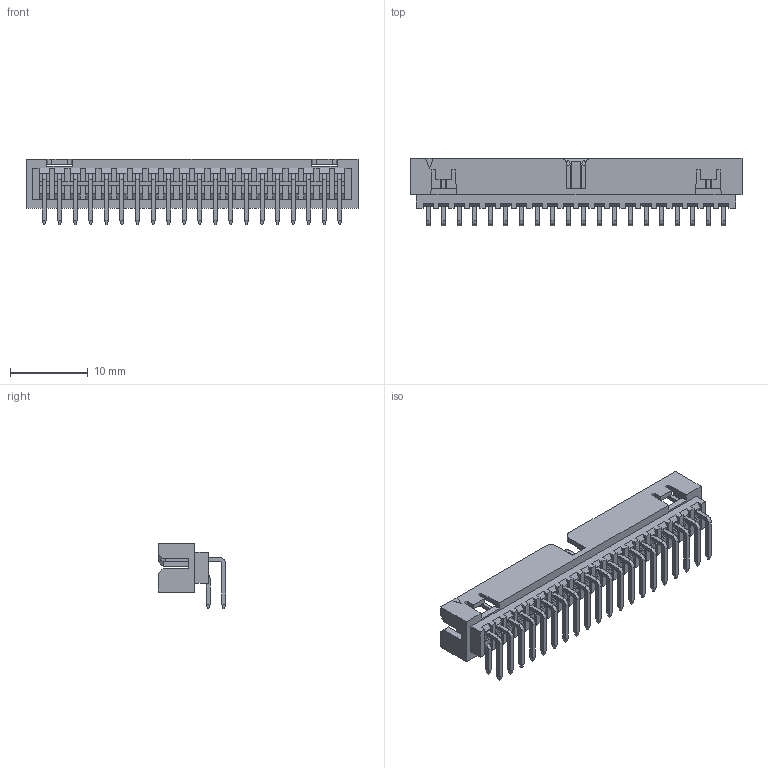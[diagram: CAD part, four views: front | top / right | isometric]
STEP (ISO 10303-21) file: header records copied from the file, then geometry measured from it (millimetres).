
FILE_DESCRIPTION((''),'2;1');
FILE_NAME('878334020','2018-12-13T',('gga'),(''),'PRO/ENGINEER BY PARAMETRIC TECHNOLOGY CORPORATION, 2016010','PRO/ENGINEER BY PARAMETRIC TECHNOLOGY CORPORATION, 2016010','');
FILE_SCHEMA(('CONFIG_CONTROL_DESIGN'));
Length unit declared in the file: millimetre
Products named in the file (1): 878334020
Bounding box: 42.65 x 8.65 x 8.46 mm (x, y, z)
Volume: 775.7 mm3; surface area: 2270.7 mm2
Topology: 1 solids, 1 shells, 1155 faces, 3040 edges, 1944 vertices
Faces by surface type: plane 1073, cylinder 82
Entity records: 34633 total; most frequent: CARTESIAN_POINT 6068, ORIENTED_EDGE 5920, DIRECTION 5594, EDGE_CURVE 2960, VECTOR 2794, LINE 2794, VERTEX_POINT 1864, AXIS2_PLACEMENT_3D 1400
